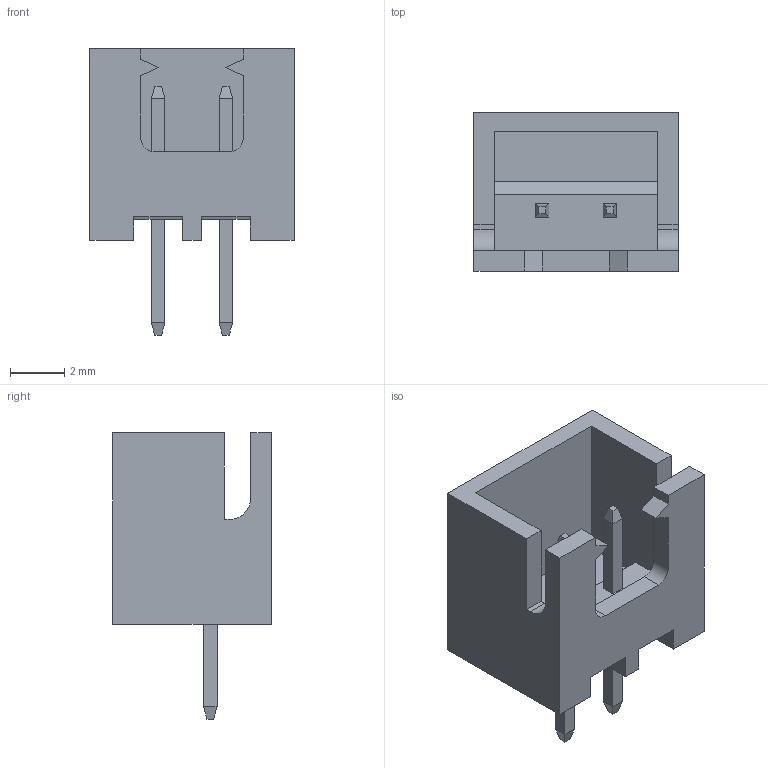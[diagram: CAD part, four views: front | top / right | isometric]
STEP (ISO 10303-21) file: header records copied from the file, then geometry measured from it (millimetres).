
FILE_DESCRIPTION(/* description */ ('Designed by EasyEDA Pro'),/* implementation_level */ '2;1');
FILE_NAME(/* name */ 'XH_2.54_1X2P_LH.step',/* time_stamp */ '2025-04-09T17:27:15+08:00',/* author */ (''),/* organization */ (''),/* preprocessor_version */ 'ST-DEVELOPER v20.1',/* originating_system */ 'Autodesk Translation Framework v14.4.0.0',/* authorisation */ '');
FILE_SCHEMA (('AUTOMOTIVE_DESIGN { 1 0 10303 214 3 1 1 }'));
Length unit declared in the file: millimetre
Products named in the file (3): YJOp-PCBModel; YJOp-Board; YJOp-CN1-CONN-TH_XH2.54-2P_1
Assembly tree (2 placements, depth 2):
  YJOp-PCBModel
    YJOp-Board
    YJOp-CN1-CONN-TH_XH2.54-2P_1
Bounding box: 7.54 x 5.85 x 10.58 mm (x, y, z)
Volume: 145.3 mm3; surface area: 407.3 mm2
Topology: 1 solids, 1 shells, 302 faces, 815 edges, 538 vertices
Faces by surface type: plane 200, bspline 98, cylinder 4
Entity records: 10226 total; most frequent: CARTESIAN_POINT 2702, ORIENTED_EDGE 1630, DIRECTION 1213, EDGE_CURVE 815, LINE 611, VECTOR 611, VERTEX_POINT 538, EDGE_LOOP 325
